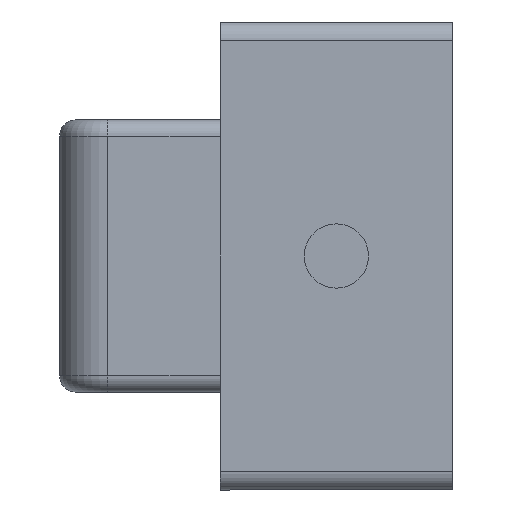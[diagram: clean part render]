
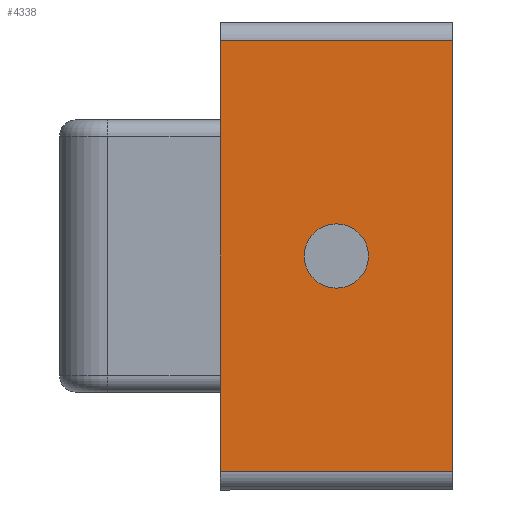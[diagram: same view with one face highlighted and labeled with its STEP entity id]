
A CAD part, left-side view. The second image highlights one B-rep face of the part: STEP entity #4338.
In plain terms, the highlighted face is planar.
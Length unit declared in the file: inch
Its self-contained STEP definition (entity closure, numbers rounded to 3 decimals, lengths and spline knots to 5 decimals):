
#164=PLANE('',#4818);
#244=FACE_BOUND('',#748,.T.);
#452=FACE_OUTER_BOUND('',#747,.T.);
#747=EDGE_LOOP('',(#3666,#3667,#3668,#3669));
#748=EDGE_LOOP('',(#3670));
#1032=LINE('',#7456,#1345);
#1039=LINE('',#7488,#1352);
#1046=LINE('',#7528,#1359);
#1052=LINE('',#7544,#1365);
#1345=VECTOR('',#5857,0.3937);
#1352=VECTOR('',#5888,0.3937);
#1359=VECTOR('',#5931,0.3937);
#1365=VECTOR('',#5951,0.3937);
#1643=CIRCLE('',#4787,0.1);
#1987=VERTEX_POINT('',#7452);
#1989=VERTEX_POINT('',#7455);
#1996=VERTEX_POINT('',#7471);
#2001=VERTEX_POINT('',#7485);
#2002=VERTEX_POINT('',#7487);
#2551=EDGE_CURVE('',#1987,#1989,#1032,.T.);
#2560=EDGE_CURVE('',#1996,#1996,#1643,.T.);
#2566=EDGE_CURVE('',#2001,#2002,#1039,.T.);
#2587=EDGE_CURVE('',#1987,#2002,#1046,.T.);
#2595=EDGE_CURVE('',#1989,#2001,#1052,.T.);
#3666=ORIENTED_EDGE('',*,*,#2595,.F.);
#3667=ORIENTED_EDGE('',*,*,#2551,.F.);
#3668=ORIENTED_EDGE('',*,*,#2587,.T.);
#3669=ORIENTED_EDGE('',*,*,#2566,.F.);
#3670=ORIENTED_EDGE('',*,*,#2560,.T.);
#4338=ADVANCED_FACE('',(#452,#244),#164,.T.);
#4787=AXIS2_PLACEMENT_3D('',#7473,#5872,#5873);
#4818=AXIS2_PLACEMENT_3D('',#7543,#5949,#5950);
#5857=DIRECTION('',(0.,-1.,0.));
#5872=DIRECTION('center_axis',(-1.,0.,0.));
#5873=DIRECTION('ref_axis',(0.,0.,-1.));
#5888=DIRECTION('',(0.,1.,0.));
#5931=DIRECTION('',(0.,0.,1.));
#5949=DIRECTION('center_axis',(1.,0.,0.));
#5950=DIRECTION('ref_axis',(0.,-1.,0.));
#5951=DIRECTION('',(0.,0.,1.));
#7452=CARTESIAN_POINT('',(-0.43179,0.60627,0.38189));
#7455=CARTESIAN_POINT('',(-0.43179,-0.73231,0.38189));
#7456=CARTESIAN_POINT('',(-0.43179,-0.79136,0.38189));
#7471=CARTESIAN_POINT('',(-0.43179,-0.06302,0.84331));
#7473=CARTESIAN_POINT('Origin',(-0.43179,-0.06302,
0.74331));
#7485=CARTESIAN_POINT('',(-0.43179,-0.73231,1.10473));
#7487=CARTESIAN_POINT('',(-0.43179,0.60627,1.10473));
#7488=CARTESIAN_POINT('',(-0.43179,0.27163,1.10473));
#7528=CARTESIAN_POINT('',(-0.43179,0.60627,1.00517));
#7543=CARTESIAN_POINT('Origin',(-0.43179,0.66533,0.67717));
#7544=CARTESIAN_POINT('',(-0.43179,-0.73231,1.00517));
